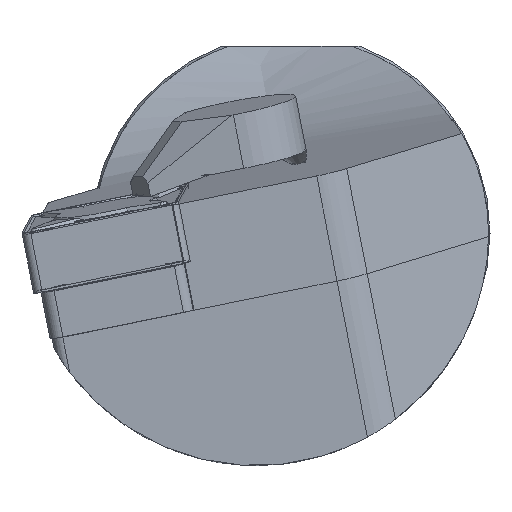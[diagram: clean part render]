
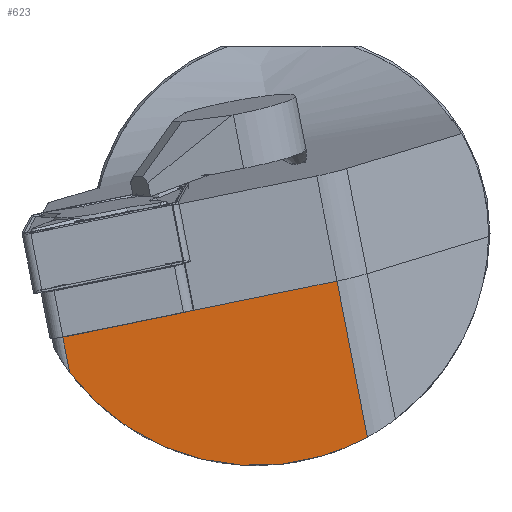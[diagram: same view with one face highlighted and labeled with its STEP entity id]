
A CAD part, left-side view. The second image highlights one B-rep face of the part: STEP entity #623.
In plain terms, the highlighted planar face has unit normal (-0.991, -0.104, -0.086).
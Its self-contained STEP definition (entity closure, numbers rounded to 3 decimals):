
#575=ELLIPSE('',#2586,23.566,23.35);
#623=ADVANCED_FACE('',(#810),#740,.F.);
#740=PLANE('',#2587);
#810=FACE_OUTER_BOUND('',#920,.T.);
#920=EDGE_LOOP('',(#1133,#1134,#1135,#1136,#1137,#1138));
#1133=ORIENTED_EDGE('',*,*,#1934,.F.);
#1134=ORIENTED_EDGE('',*,*,#1925,.T.);
#1135=ORIENTED_EDGE('',*,*,#1935,.T.);
#1136=ORIENTED_EDGE('',*,*,#1936,.F.);
#1137=ORIENTED_EDGE('',*,*,#1937,.T.);
#1138=ORIENTED_EDGE('',*,*,#1938,.T.);
#1725=VERTEX_POINT('',#3371);
#1727=VERTEX_POINT('',#3374);
#1735=VERTEX_POINT('',#3396);
#1736=VERTEX_POINT('',#3398);
#1737=VERTEX_POINT('',#3400);
#1738=VERTEX_POINT('',#3402);
#1925=EDGE_CURVE('',#1727,#1725,#2224,.T.);
#1934=EDGE_CURVE('',#1727,#1735,#2230,.T.);
#1935=EDGE_CURVE('',#1725,#1736,#2231,.T.);
#1936=EDGE_CURVE('',#1737,#1736,#2232,.T.);
#1937=EDGE_CURVE('',#1737,#1738,#575,.T.);
#1938=EDGE_CURVE('',#1738,#1735,#2233,.T.);
#2224=LINE('',#3373,#2402);
#2230=LINE('',#3395,#2408);
#2231=LINE('',#3397,#2409);
#2232=LINE('',#3399,#2410);
#2233=LINE('',#3403,#2411);
#2402=VECTOR('',#2790,1.);
#2408=VECTOR('',#2804,1.);
#2409=VECTOR('',#2805,1.);
#2410=VECTOR('',#2806,1.);
#2411=VECTOR('',#2809,1.);
#2586=AXIS2_PLACEMENT_3D('',#3401,#2807,#2808);
#2587=AXIS2_PLACEMENT_3D('',#3404,#2810,#2811);
#2790=DIRECTION('',(-0.085,0.976,-0.199));
#2804=DIRECTION('',(0.085,-0.976,0.199));
#2805=DIRECTION('',(-0.085,0.976,-0.199));
#2806=DIRECTION('',(-0.105,0.19,0.976));
#2807=DIRECTION('',(-0.991,-0.104,-0.086));
#2808=DIRECTION('',(-0.135,0.765,0.63));
#2809=DIRECTION('',(-0.105,0.19,0.976));
#2810=DIRECTION('',(0.991,0.104,0.086));
#2811=DIRECTION('',(0.105,-0.995,0.));
#3371=CARTESIAN_POINT('',(-227.387,9.862,51.691));
#3373=CARTESIAN_POINT('',(-226.092,-4.943,54.708));
#3374=CARTESIAN_POINT('',(-227.354,9.492,51.767));
#3395=CARTESIAN_POINT('',(-226.092,-4.943,54.708));
#3396=CARTESIAN_POINT('',(-226.092,-4.943,54.708));
#3397=CARTESIAN_POINT('',(-226.092,-4.943,54.708));
#3398=CARTESIAN_POINT('',(-228.502,22.604,49.095));
#3399=CARTESIAN_POINT('',(-280.056,116.198,530.595));
#3400=CARTESIAN_POINT('',(-228.123,21.916,45.559));
#3401=CARTESIAN_POINT('',(-227.365,3.203,59.524));
#3402=CARTESIAN_POINT('',(-224.413,-7.99,39.031));
#3403=CARTESIAN_POINT('',(-277.646,88.651,536.208));
#3404=CARTESIAN_POINT('',(-277.646,88.651,536.208));
